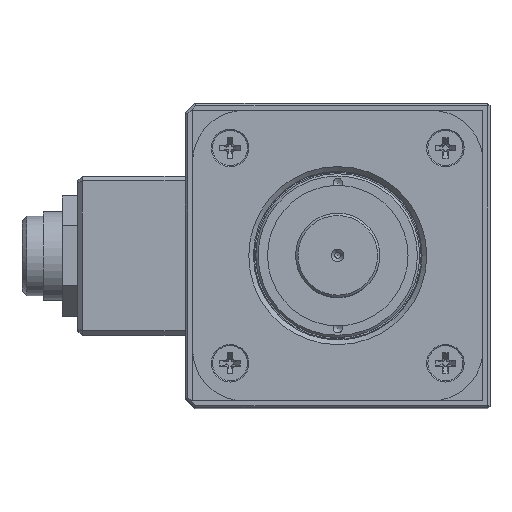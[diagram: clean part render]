
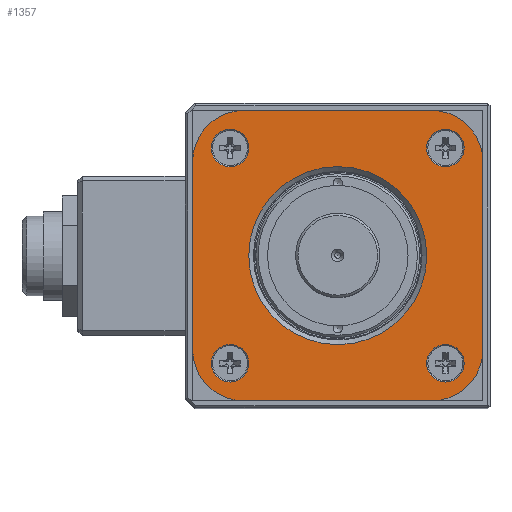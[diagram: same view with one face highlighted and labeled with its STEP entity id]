
A CAD part, top view. The second image highlights one B-rep face of the part: STEP entity #1357.
In plain terms, the highlighted planar face has unit normal (0, 0, 1).
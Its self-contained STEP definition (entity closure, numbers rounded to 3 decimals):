
#1357 = ADVANCED_FACE( '', ( #2612, #2613, #2614, #2615, #2616, #2617 ), #2618, .T. );
#2612 = FACE_BOUND( '', #4012, .T. );
#2613 = FACE_BOUND( '', #4013, .T. );
#2614 = FACE_BOUND( '', #4014, .T. );
#2615 = FACE_BOUND( '', #4015, .T. );
#2616 = FACE_BOUND( '', #4016, .T. );
#2617 = FACE_OUTER_BOUND( '', #4017, .T. );
#2618 = PLANE( '', #4018 );
#4012 = EDGE_LOOP( '', ( #6192 ) );
#4013 = EDGE_LOOP( '', ( #6193 ) );
#4014 = EDGE_LOOP( '', ( #6194 ) );
#4015 = EDGE_LOOP( '', ( #6195 ) );
#4016 = EDGE_LOOP( '', ( #6196 ) );
#4017 = EDGE_LOOP( '', ( #6197, #6198, #6199, #6200, #6201, #6202, #6203, #6204 ) );
#4018 = AXIS2_PLACEMENT_3D( '', #6205, #6206, #6207 );
#6192 = ORIENTED_EDGE( '', *, *, #7758, .T. );
#6193 = ORIENTED_EDGE( '', *, *, #7891, .T. );
#6194 = ORIENTED_EDGE( '', *, *, #7969, .T. );
#6195 = ORIENTED_EDGE( '', *, *, #7478, .T. );
#6196 = ORIENTED_EDGE( '', *, *, #8140, .T. );
#6197 = ORIENTED_EDGE( '', *, *, #8141, .T. );
#6198 = ORIENTED_EDGE( '', *, *, #7773, .T. );
#6199 = ORIENTED_EDGE( '', *, *, #8046, .T. );
#6200 = ORIENTED_EDGE( '', *, *, #7705, .T. );
#6201 = ORIENTED_EDGE( '', *, *, #7743, .T. );
#6202 = ORIENTED_EDGE( '', *, *, #7599, .T. );
#6203 = ORIENTED_EDGE( '', *, *, #7690, .T. );
#6204 = ORIENTED_EDGE( '', *, *, #7929, .T. );
#6205 = CARTESIAN_POINT( '', ( -31., -31., 3.5 ) );
#6206 = DIRECTION( '', ( 0., 0., 1. ) );
#6207 = DIRECTION( '', ( 1., 0., 0. ) );
#7478 = EDGE_CURVE( '', #8966, #8966, #8967, .T. );
#7599 = EDGE_CURVE( '', #9163, #9164, #9165, .T. );
#7690 = EDGE_CURVE( '', #9164, #9308, #9309, .T. );
#7705 = EDGE_CURVE( '', #9331, #9332, #9333, .T. );
#7743 = EDGE_CURVE( '', #9332, #9163, #9397, .T. );
#7758 = EDGE_CURVE( '', #9419, #9419, #9420, .F. );
#7773 = EDGE_CURVE( '', #9443, #9444, #9445, .T. );
#7891 = EDGE_CURVE( '', #9625, #9625, #9626, .T. );
#7929 = EDGE_CURVE( '', #9308, #9681, #9682, .T. );
#7969 = EDGE_CURVE( '', #9740, #9740, #9741, .T. );
#8046 = EDGE_CURVE( '', #9444, #9331, #9853, .T. );
#8140 = EDGE_CURVE( '', #9985, #9985, #9986, .T. );
#8141 = EDGE_CURVE( '', #9681, #9443, #9987, .T. );
#8966 = VERTEX_POINT( '', #10560 );
#8967 = CIRCLE( '', #10561, 4. );
#9163 = VERTEX_POINT( '', #10861 );
#9164 = VERTEX_POINT( '', #10862 );
#9165 = CIRCLE( '', #10863, 11. );
#9308 = VERTEX_POINT( '', #11120 );
#9309 = LINE( '', #11121, #11122 );
#9331 = VERTEX_POINT( '', #11203 );
#9332 = VERTEX_POINT( '', #11204 );
#9333 = CIRCLE( '', #11205, 11. );
#9397 = LINE( '', #11285, #11286 );
#9419 = VERTEX_POINT( '', #11309 );
#9420 = CIRCLE( '', #11310, 19. );
#9443 = VERTEX_POINT( '', #11336 );
#9444 = VERTEX_POINT( '', #11337 );
#9445 = CIRCLE( '', #11338, 11. );
#9625 = VERTEX_POINT( '', #11596 );
#9626 = CIRCLE( '', #11597, 4. );
#9681 = VERTEX_POINT( '', #11665 );
#9682 = CIRCLE( '', #11666, 11. );
#9740 = VERTEX_POINT( '', #11738 );
#9741 = CIRCLE( '', #11739, 4. );
#9853 = LINE( '', #11882, #11883 );
#9985 = VERTEX_POINT( '', #12044 );
#9986 = CIRCLE( '', #12045, 4. );
#9987 = LINE( '', #12046, #12047 );
#10560 = CARTESIAN_POINT( '', ( -18.981, 22.981, 3.5 ) );
#10561 = AXIS2_PLACEMENT_3D( '', #12733, #12734, #12735 );
#10861 = CARTESIAN_POINT( '', ( 31., 20., 3.5 ) );
#10862 = CARTESIAN_POINT( '', ( 20., 31., 3.5 ) );
#10863 = AXIS2_PLACEMENT_3D( '', #12885, #12886, #12887 );
#11120 = CARTESIAN_POINT( '', ( -20., 31., 3.5 ) );
#11121 = CARTESIAN_POINT( '', ( 31., 31., 3.5 ) );
#11122 = VECTOR( '', #13006, 1000. );
#11203 = CARTESIAN_POINT( '', ( 20., -31., 3.5 ) );
#11204 = CARTESIAN_POINT( '', ( 31., -20., 3.5 ) );
#11205 = AXIS2_PLACEMENT_3D( '', #13018, #13019, #13020 );
#11285 = CARTESIAN_POINT( '', ( 31., -31., 3.5 ) );
#11286 = VECTOR( '', #13076, 1000. );
#11309 = CARTESIAN_POINT( '', ( 19., 0., 3.5 ) );
#11310 = AXIS2_PLACEMENT_3D( '', #13099, #13100, #13101 );
#11336 = CARTESIAN_POINT( '', ( -31., -20., 3.5 ) );
#11337 = CARTESIAN_POINT( '', ( -20., -31., 3.5 ) );
#11338 = AXIS2_PLACEMENT_3D( '', #13123, #13124, #13125 );
#11596 = CARTESIAN_POINT( '', ( 18.981, -22.981, 3.5 ) );
#11597 = AXIS2_PLACEMENT_3D( '', #13276, #13277, #13278 );
#11665 = CARTESIAN_POINT( '', ( -31., 20., 3.5 ) );
#11666 = AXIS2_PLACEMENT_3D( '', #13322, #13323, #13324 );
#11738 = CARTESIAN_POINT( '', ( 22.981, 18.981, 3.5 ) );
#11739 = AXIS2_PLACEMENT_3D( '', #13378, #13379, #13380 );
#11882 = CARTESIAN_POINT( '', ( -31., -31., 3.5 ) );
#11883 = VECTOR( '', #13469, 1000. );
#12044 = CARTESIAN_POINT( '', ( -22.981, -18.981, 3.5 ) );
#12045 = AXIS2_PLACEMENT_3D( '', #13589, #13590, #13591 );
#12046 = CARTESIAN_POINT( '', ( -31., 31., 3.5 ) );
#12047 = VECTOR( '', #13592, 1000. );
#12733 = CARTESIAN_POINT( '', ( -22.981, 22.981, 3.5 ) );
#12734 = DIRECTION( '', ( 0., 0., -1. ) );
#12735 = DIRECTION( '', ( 1., 0., 0. ) );
#12885 = CARTESIAN_POINT( '', ( 20., 20., 3.5 ) );
#12886 = DIRECTION( '', ( 0., 0., 1. ) );
#12887 = DIRECTION( '', ( 1., 0., 0. ) );
#13006 = DIRECTION( '', ( -1., 0., 0. ) );
#13018 = CARTESIAN_POINT( '', ( 20., -20., 3.5 ) );
#13019 = DIRECTION( '', ( 0., 0., 1. ) );
#13020 = DIRECTION( '', ( 1., 0., 0. ) );
#13076 = DIRECTION( '', ( 0., 1., 0. ) );
#13099 = CARTESIAN_POINT( '', ( 0., 0., 3.5 ) );
#13100 = DIRECTION( '', ( 0., 0., 1. ) );
#13101 = DIRECTION( '', ( 1., 0., 0. ) );
#13123 = CARTESIAN_POINT( '', ( -20., -20., 3.5 ) );
#13124 = DIRECTION( '', ( 0., 0., 1. ) );
#13125 = DIRECTION( '', ( 1., 0., 0. ) );
#13276 = CARTESIAN_POINT( '', ( 22.981, -22.981, 3.5 ) );
#13277 = DIRECTION( '', ( 0., 0., -1. ) );
#13278 = DIRECTION( '', ( -1., 0., 0. ) );
#13322 = CARTESIAN_POINT( '', ( -20., 20., 3.5 ) );
#13323 = DIRECTION( '', ( 0., 0., 1. ) );
#13324 = DIRECTION( '', ( 1., 0., 0. ) );
#13378 = CARTESIAN_POINT( '', ( 22.981, 22.981, 3.5 ) );
#13379 = DIRECTION( '', ( 0., 0., -1. ) );
#13380 = DIRECTION( '', ( 0., -1., 0. ) );
#13469 = DIRECTION( '', ( 1., 0., 0. ) );
#13589 = CARTESIAN_POINT( '', ( -22.981, -22.981, 3.5 ) );
#13590 = DIRECTION( '', ( 0., 0., -1. ) );
#13591 = DIRECTION( '', ( 0., 1., 0. ) );
#13592 = DIRECTION( '', ( 0., -1., 0. ) );
